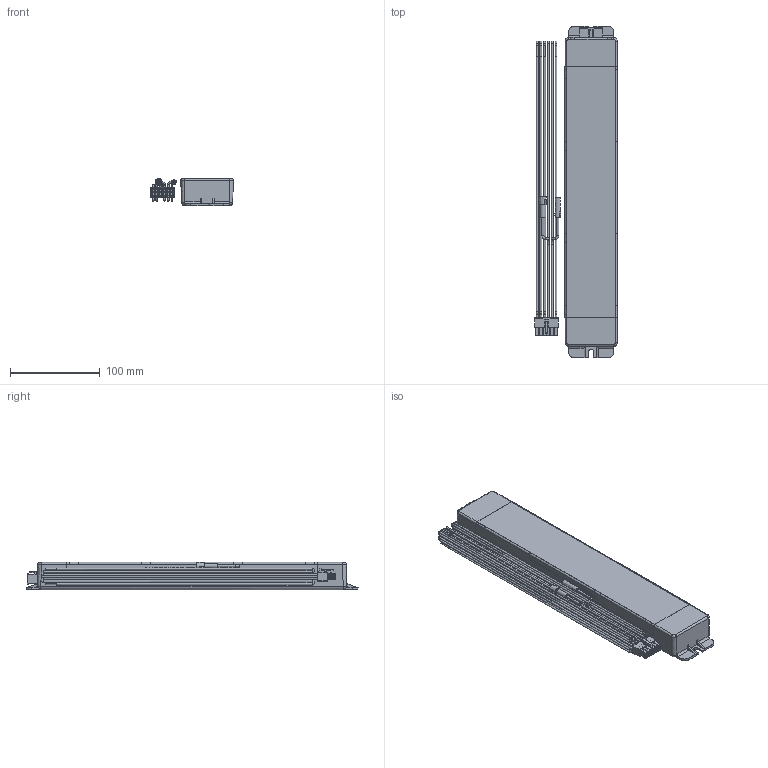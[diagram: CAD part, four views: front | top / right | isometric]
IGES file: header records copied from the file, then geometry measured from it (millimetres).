
Global section: file name: LBU10-P; native system: Autodesk Inventor 2017; preprocessor: unknown; author: Unknown; organization: Unknown; date: 20170303.143518; units: inch
Bounding box: 91.89 x 368.9 x 30.45 mm (x, y, z)
Volume: 366507.8 mm3; surface area: 295393.7 mm2
Topology: 28 solids, 41 shells, 3280 faces, 8677 edges, 5742 vertices
Faces by surface type: bspline 3280
